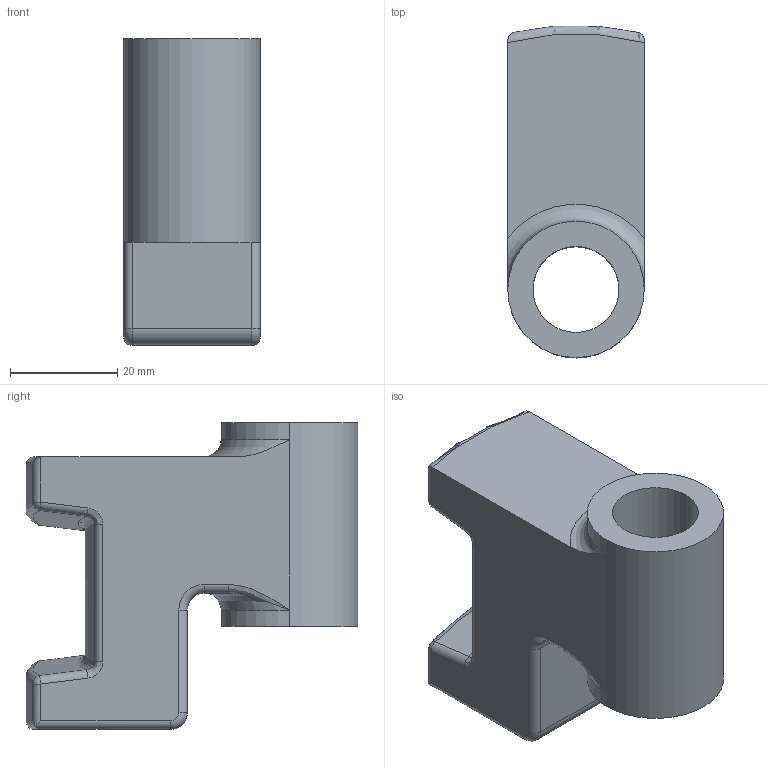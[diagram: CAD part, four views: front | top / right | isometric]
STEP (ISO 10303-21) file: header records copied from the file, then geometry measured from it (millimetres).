
FILE_DESCRIPTION (( 'STEP AP203' ), '1' );
FILE_NAME ('LATCH.STEP', '2017-05-01T16:21:20', ( '' ), ( '' ), 'SwSTEP 2.0', 'SolidWorks 2016', '' );
FILE_SCHEMA (( 'CONFIG_CONTROL_DESIGN' ));
Length unit declared in the file: inch
Products named in the file (1): LATCH
Bounding box: 25.4 x 61.78 x 57.15 mm (x, y, z)
Volume: 47918.8 mm3; surface area: 11828.2 mm2
Topology: 1 solids, 1 shells, 61 faces, 142 edges, 81 vertices
Faces by surface type: cylinder 28, plane 11, bspline 10, torus 8, sphere 4
Entity records: 2230 total; most frequent: CARTESIAN_POINT 847, ORIENTED_EDGE 280, DIRECTION 271, EDGE_CURVE 140, AXIS2_PLACEMENT_3D 111, VERTEX_POINT 81, EDGE_LOOP 63, ADVANCED_FACE 61
